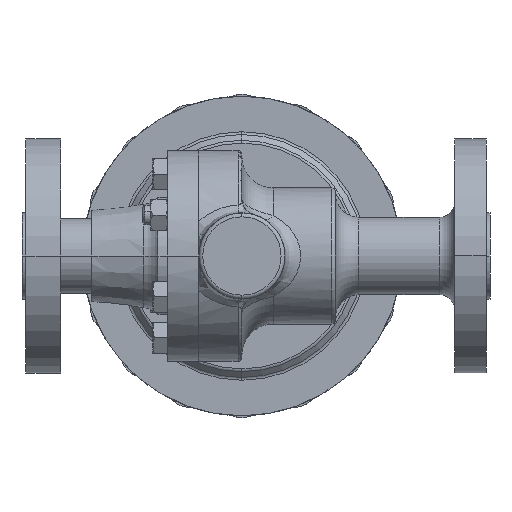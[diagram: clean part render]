
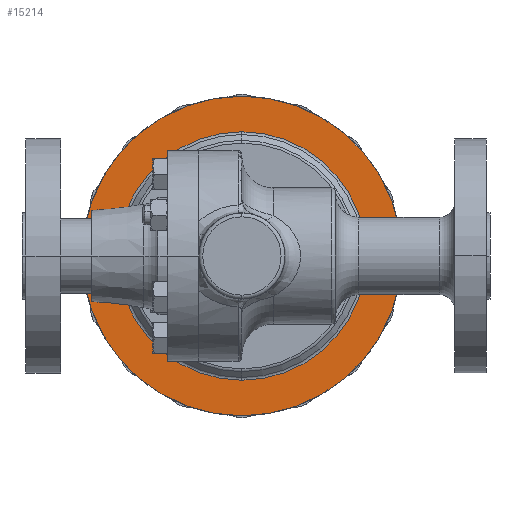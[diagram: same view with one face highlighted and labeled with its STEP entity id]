
A CAD part, front view. The second image highlights one B-rep face of the part: STEP entity #15214.
In plain terms, the highlighted planar face has unit normal (0, -1, 0).
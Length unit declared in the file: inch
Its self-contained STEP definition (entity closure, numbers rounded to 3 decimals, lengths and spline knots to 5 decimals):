
#395 = DIRECTION ( 'NONE',  ( 0., 1., 0. ) ) ;
#869 = ORIENTED_EDGE ( 'NONE', *, *, #9561, .F. ) ;
#1213 = DIRECTION ( 'NONE',  ( 0., -1., 0. ) ) ;
#1286 = VERTEX_POINT ( 'NONE', #19209 ) ;
#1371 = EDGE_LOOP ( 'NONE', ( #10772, #869 ) ) ;
#1410 = VERTEX_POINT ( 'NONE', #21196 ) ;
#1920 = CARTESIAN_POINT ( 'NONE',  ( 0., 2.17, -1.99068 ) ) ;
#2973 = CIRCLE ( 'NONE', #16830, 2.56 ) ;
#3609 = FACE_OUTER_BOUND ( 'NONE', #14518, .T. ) ;
#3918 = AXIS2_PLACEMENT_3D ( 'NONE', #19678, #21298, #14675 ) ;
#4523 = CARTESIAN_POINT ( 'NONE',  ( 1.99068, 2.17, 0. ) ) ;
#5154 = AXIS2_PLACEMENT_3D ( 'NONE', #4523, #1213, #6184 ) ;
#5727 = EDGE_CURVE ( 'NONE', #20329, #1410, #7823, .T. ) ;
#6184 = DIRECTION ( 'NONE',  ( 0., 0., -1. ) ) ;
#6740 = ORIENTED_EDGE ( 'NONE', *, *, #9729, .F. ) ;
#7577 = CARTESIAN_POINT ( 'NONE',  ( 0., 2.17, 0. ) ) ;
#7823 = CIRCLE ( 'NONE', #13008, 2.56 ) ;
#9561 = EDGE_CURVE ( 'NONE', #1286, #13725, #9737, .T. ) ;
#9729 = EDGE_CURVE ( 'NONE', #1410, #20329, #2973, .T. ) ;
#9737 = CIRCLE ( 'NONE', #20164, 1.99068 ) ;
#10060 = ORIENTED_EDGE ( 'NONE', *, *, #5727, .F. ) ;
#10084 = DIRECTION ( 'NONE',  ( 0., 0., -1. ) ) ;
#10772 = ORIENTED_EDGE ( 'NONE', *, *, #15679, .F. ) ;
#11258 = DIRECTION ( 'NONE',  ( 0., -1., 0. ) ) ;
#11366 = FACE_BOUND ( 'NONE', #1371, .T. ) ;
#13008 = AXIS2_PLACEMENT_3D ( 'NONE', #7577, #14724, #16711 ) ;
#13725 = VERTEX_POINT ( 'NONE', #1920 ) ;
#14428 = PLANE ( 'NONE',  #5154 ) ;
#14518 = EDGE_LOOP ( 'NONE', ( #10060, #6740 ) ) ;
#14675 = DIRECTION ( 'NONE',  ( 0., 0., -1. ) ) ;
#14724 = DIRECTION ( 'NONE',  ( 0., 1., 0. ) ) ;
#14981 = CARTESIAN_POINT ( 'NONE',  ( 0., 2.17, 2.56 ) ) ;
#15076 = CARTESIAN_POINT ( 'NONE',  ( 0., 2.17, 0. ) ) ;
#15214 = ADVANCED_FACE ( 'NONE', ( #3609, #11366 ), #14428, .T. ) ;
#15679 = EDGE_CURVE ( 'NONE', #13725, #1286, #19139, .T. ) ;
#16711 = DIRECTION ( 'NONE',  ( 0., 0., -1. ) ) ;
#16830 = AXIS2_PLACEMENT_3D ( 'NONE', #15076, #395, #10084 ) ;
#17926 = CARTESIAN_POINT ( 'NONE',  ( 0., 2.17, 0. ) ) ;
#19139 = CIRCLE ( 'NONE', #3918, 1.99068 ) ;
#19209 = CARTESIAN_POINT ( 'NONE',  ( 0., 2.17, 1.99068 ) ) ;
#19678 = CARTESIAN_POINT ( 'NONE',  ( 0., 2.17, 0. ) ) ;
#20164 = AXIS2_PLACEMENT_3D ( 'NONE', #17926, #11258, #20962 ) ;
#20329 = VERTEX_POINT ( 'NONE', #14981 ) ;
#20962 = DIRECTION ( 'NONE',  ( 0., 0., -1. ) ) ;
#21196 = CARTESIAN_POINT ( 'NONE',  ( 0., 2.17, -2.56 ) ) ;
#21298 = DIRECTION ( 'NONE',  ( 0., -1., 0. ) ) ;
